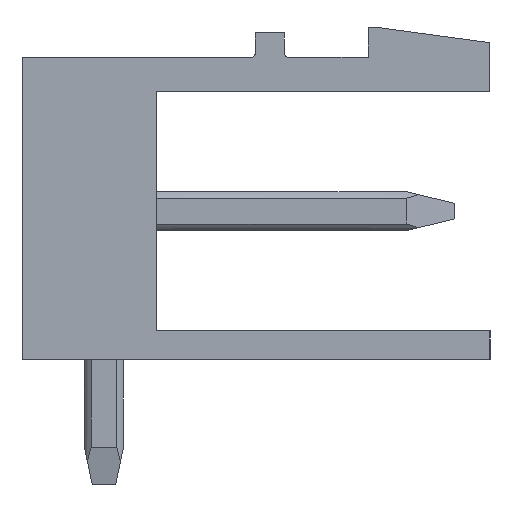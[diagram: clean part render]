
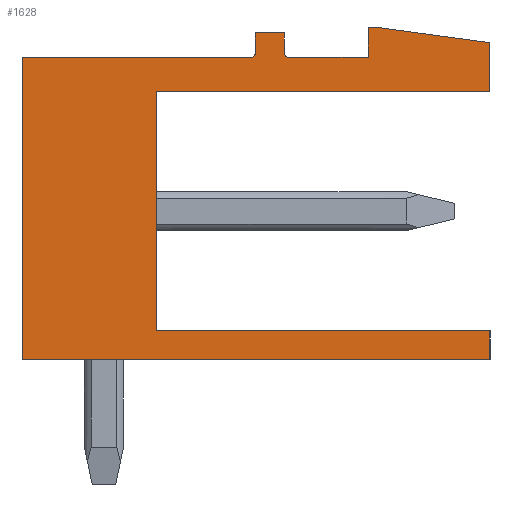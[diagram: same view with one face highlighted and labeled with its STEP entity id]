
A CAD part, left-side view. The second image highlights one B-rep face of the part: STEP entity #1628.
In plain terms, the highlighted planar face has unit normal (-1, 0, 0).
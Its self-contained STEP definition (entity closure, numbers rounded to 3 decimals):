
#863=AXIS2_PLACEMENT_3D('Circle Axis2P3D',#861,#862,$) ;
#987=AXIS2_PLACEMENT_3D('Circle Axis2P3D',#985,#986,$) ;
#1607=AXIS2_PLACEMENT_3D('Plane Axis2P3D',#1604,#1605,#1606) ;
#49=CARTESIAN_POINT('Vertex',(0.,0.,3.93)) ;
#52=CARTESIAN_POINT('Line Origine',(0.,0.,3.565)) ;
#56=CARTESIAN_POINT('Vertex',(0.,0.,3.2)) ;
#87=CARTESIAN_POINT('Vertex',(0.,8.55,3.93)) ;
#90=CARTESIAN_POINT('Line Origine',(0.,4.275,3.93)) ;
#118=CARTESIAN_POINT('Vertex',(0.,8.55,10.06)) ;
#121=CARTESIAN_POINT('Line Origine',(0.,8.55,6.995)) ;
#677=CARTESIAN_POINT('Vertex',(0.,0.,10.06)) ;
#680=CARTESIAN_POINT('Line Origine',(0.,4.275,10.06)) ;
#703=CARTESIAN_POINT('Vertex',(0.,0.,11.32)) ;
#706=CARTESIAN_POINT('Line Origine',(0.,0.,10.69)) ;
#734=CARTESIAN_POINT('Vertex',(0.,2.8,11.7)) ;
#737=CARTESIAN_POINT('Line Origine',(0.,1.4,11.51)) ;
#765=CARTESIAN_POINT('Vertex',(0.,3.12,11.7)) ;
#768=CARTESIAN_POINT('Line Origine',(0.,2.96,11.7)) ;
#796=CARTESIAN_POINT('Vertex',(0.,3.12,10.95)) ;
#799=CARTESIAN_POINT('Line Origine',(0.,3.12,11.325)) ;
#827=CARTESIAN_POINT('Vertex',(0.,5.17,10.95)) ;
#830=CARTESIAN_POINT('Line Origine',(0.,4.145,10.95)) ;
#858=CARTESIAN_POINT('Vertex',(0.,5.27,11.05)) ;
#861=CARTESIAN_POINT('Axis2P3D Location',(0.,5.17,11.05)) ;
#889=CARTESIAN_POINT('Vertex',(0.,5.27,11.57)) ;
#892=CARTESIAN_POINT('Line Origine',(0.,5.27,11.31)) ;
#920=CARTESIAN_POINT('Vertex',(0.,6.02,11.57)) ;
#923=CARTESIAN_POINT('Line Origine',(0.,5.645,11.57)) ;
#951=CARTESIAN_POINT('Vertex',(0.,6.02,11.05)) ;
#954=CARTESIAN_POINT('Line Origine',(0.,6.02,11.31)) ;
#982=CARTESIAN_POINT('Vertex',(0.,6.12,10.95)) ;
#985=CARTESIAN_POINT('Axis2P3D Location',(0.,6.12,11.05)) ;
#1008=CARTESIAN_POINT('Vertex',(0.,12.,10.95)) ;
#1011=CARTESIAN_POINT('Line Origine',(0.,9.06,10.95)) ;
#1039=CARTESIAN_POINT('Vertex',(0.,12.,3.2)) ;
#1042=CARTESIAN_POINT('Line Origine',(0.,12.,7.075)) ;
#1064=CARTESIAN_POINT('Line Origine',(0.,6.,3.2)) ;
#1604=CARTESIAN_POINT('Axis2P3D Location',(0.,0.,0.)) ;
#53=DIRECTION('Vector Direction',(0.,0.,1.)) ;
#91=DIRECTION('Vector Direction',(0.,1.,0.)) ;
#122=DIRECTION('Vector Direction',(0.,0.,-1.)) ;
#681=DIRECTION('Vector Direction',(0.,-1.,0.)) ;
#707=DIRECTION('Vector Direction',(0.,0.,1.)) ;
#738=DIRECTION('Vector Direction',(0.,0.991,0.134)) ;
#769=DIRECTION('Vector Direction',(0.,1.,0.)) ;
#800=DIRECTION('Vector Direction',(0.,0.,-1.)) ;
#831=DIRECTION('Vector Direction',(0.,-1.,0.)) ;
#862=DIRECTION('Axis2P3D Direction',(-1.,0.,0.)) ;
#893=DIRECTION('Vector Direction',(0.,0.,-1.)) ;
#924=DIRECTION('Vector Direction',(0.,-1.,0.)) ;
#955=DIRECTION('Vector Direction',(0.,0.,1.)) ;
#986=DIRECTION('Axis2P3D Direction',(-1.,0.,0.)) ;
#1012=DIRECTION('Vector Direction',(0.,-1.,0.)) ;
#1043=DIRECTION('Vector Direction',(0.,0.,1.)) ;
#1065=DIRECTION('Vector Direction',(0.,1.,0.)) ;
#1605=DIRECTION('Axis2P3D Direction',(-1.,0.,0.)) ;
#1606=DIRECTION('Axis2P3D XDirection',(0.,-1.,0.)) ;
#54=VECTOR('Line Direction',#53,1.) ;
#92=VECTOR('Line Direction',#91,1.) ;
#123=VECTOR('Line Direction',#122,1.) ;
#682=VECTOR('Line Direction',#681,1.) ;
#708=VECTOR('Line Direction',#707,1.) ;
#739=VECTOR('Line Direction',#738,1.) ;
#770=VECTOR('Line Direction',#769,1.) ;
#801=VECTOR('Line Direction',#800,1.) ;
#832=VECTOR('Line Direction',#831,1.) ;
#894=VECTOR('Line Direction',#893,1.) ;
#925=VECTOR('Line Direction',#924,1.) ;
#956=VECTOR('Line Direction',#955,1.) ;
#1013=VECTOR('Line Direction',#1012,1.) ;
#1044=VECTOR('Line Direction',#1043,1.) ;
#1066=VECTOR('Line Direction',#1065,1.) ;
#1610=ORIENTED_EDGE('',*,*,#58,.T.) ;
#1611=ORIENTED_EDGE('',*,*,#94,.T.) ;
#1612=ORIENTED_EDGE('',*,*,#125,.T.) ;
#1613=ORIENTED_EDGE('',*,*,#684,.T.) ;
#1614=ORIENTED_EDGE('',*,*,#710,.T.) ;
#1615=ORIENTED_EDGE('',*,*,#741,.T.) ;
#1616=ORIENTED_EDGE('',*,*,#772,.T.) ;
#1617=ORIENTED_EDGE('',*,*,#803,.T.) ;
#1618=ORIENTED_EDGE('',*,*,#834,.T.) ;
#1619=ORIENTED_EDGE('',*,*,#865,.T.) ;
#1620=ORIENTED_EDGE('',*,*,#896,.T.) ;
#1621=ORIENTED_EDGE('',*,*,#927,.T.) ;
#1622=ORIENTED_EDGE('',*,*,#958,.T.) ;
#1623=ORIENTED_EDGE('',*,*,#989,.T.) ;
#1624=ORIENTED_EDGE('',*,*,#1015,.T.) ;
#1625=ORIENTED_EDGE('',*,*,#1046,.T.) ;
#1626=ORIENTED_EDGE('',*,*,#1068,.T.) ;
#1628=ADVANCED_FACE('Housing',(#1627),#1608,.T.) ;
#864=CIRCLE('generated circle',#863,0.1) ;
#988=CIRCLE('generated circle',#987,0.1) ;
#58=EDGE_CURVE('',#57,#50,#55,.T.) ;
#94=EDGE_CURVE('',#50,#88,#93,.T.) ;
#125=EDGE_CURVE('',#88,#119,#124,.F.) ;
#684=EDGE_CURVE('',#119,#678,#683,.T.) ;
#710=EDGE_CURVE('',#678,#704,#709,.T.) ;
#741=EDGE_CURVE('',#704,#735,#740,.T.) ;
#772=EDGE_CURVE('',#735,#766,#771,.T.) ;
#803=EDGE_CURVE('',#766,#797,#802,.T.) ;
#834=EDGE_CURVE('',#797,#828,#833,.F.) ;
#865=EDGE_CURVE('',#828,#859,#864,.F.) ;
#896=EDGE_CURVE('',#859,#890,#895,.F.) ;
#927=EDGE_CURVE('',#890,#921,#926,.F.) ;
#958=EDGE_CURVE('',#921,#952,#957,.F.) ;
#989=EDGE_CURVE('',#952,#983,#988,.F.) ;
#1015=EDGE_CURVE('',#983,#1009,#1014,.F.) ;
#1046=EDGE_CURVE('',#1009,#1040,#1045,.F.) ;
#1068=EDGE_CURVE('',#1040,#57,#1067,.F.) ;
#1609=EDGE_LOOP('',(#1610,#1611,#1612,#1613,#1614,#1615,#1616,#1617,#1618,#1619,#1620,#1621,#1622,#1623,#1624,#1625,#1626)) ;
#1627=FACE_OUTER_BOUND('',#1609,.T.) ;
#55=LINE('Line',#52,#54) ;
#93=LINE('Line',#90,#92) ;
#124=LINE('Line',#121,#123) ;
#683=LINE('Line',#680,#682) ;
#709=LINE('Line',#706,#708) ;
#740=LINE('Line',#737,#739) ;
#771=LINE('Line',#768,#770) ;
#802=LINE('Line',#799,#801) ;
#833=LINE('Line',#830,#832) ;
#895=LINE('Line',#892,#894) ;
#926=LINE('Line',#923,#925) ;
#957=LINE('Line',#954,#956) ;
#1014=LINE('Line',#1011,#1013) ;
#1045=LINE('Line',#1042,#1044) ;
#1067=LINE('Line',#1064,#1066) ;
#1608=PLANE('',#1607) ;
#50=VERTEX_POINT('',#49) ;
#57=VERTEX_POINT('',#56) ;
#88=VERTEX_POINT('',#87) ;
#119=VERTEX_POINT('',#118) ;
#678=VERTEX_POINT('',#677) ;
#704=VERTEX_POINT('',#703) ;
#735=VERTEX_POINT('',#734) ;
#766=VERTEX_POINT('',#765) ;
#797=VERTEX_POINT('',#796) ;
#828=VERTEX_POINT('',#827) ;
#859=VERTEX_POINT('',#858) ;
#890=VERTEX_POINT('',#889) ;
#921=VERTEX_POINT('',#920) ;
#952=VERTEX_POINT('',#951) ;
#983=VERTEX_POINT('',#982) ;
#1009=VERTEX_POINT('',#1008) ;
#1040=VERTEX_POINT('',#1039) ;
